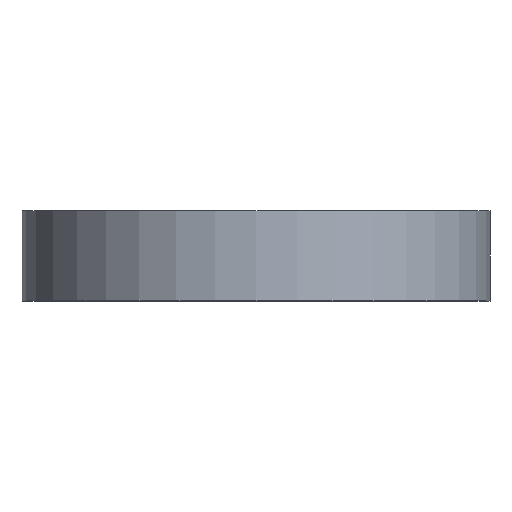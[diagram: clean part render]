
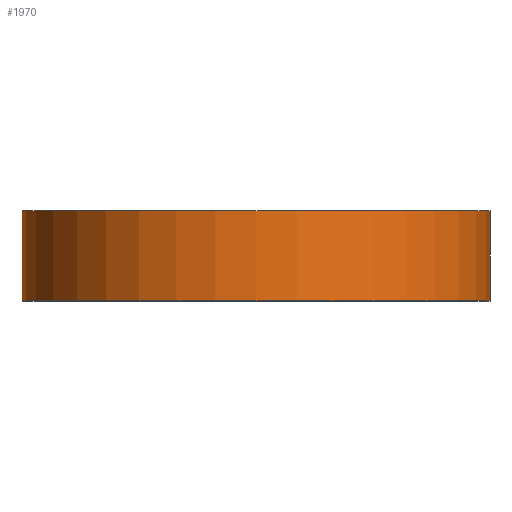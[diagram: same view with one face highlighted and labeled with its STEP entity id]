
A CAD part, top view. The second image highlights one B-rep face of the part: STEP entity #1970.
In plain terms, the highlighted cylindrical face has radius 20.637 mm (diameter 41.275 mm), a full revolution.
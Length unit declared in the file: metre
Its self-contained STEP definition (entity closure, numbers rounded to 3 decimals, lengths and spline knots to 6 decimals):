
#4 = CARTESIAN_POINT('NONE', (0.020638, -0.003975, -0));
#5 = VERTEX_POINT('NONE', #4);
#6 = CARTESIAN_POINT('NONE', (0.020638, 0.003975, -0));
#7 = VERTEX_POINT('NONE', #6);
#180 = DIRECTION('NONE', (1, 0, -0));
#181 = DIRECTION('NONE', (0, 1, 0));
#182 = CARTESIAN_POINT('NONE', (0, -0.003975, 0));
#183 = AXIS2_PLACEMENT_3D('NONE', #182, #181, #180);
#184 = CIRCLE('NONE', #183, 0.020638);
#189 = DIRECTION('NONE', (1, 0, -0));
#190 = DIRECTION('NONE', (0, 1, 0));
#191 = CARTESIAN_POINT('NONE', (0, 0.003975, 0));
#192 = AXIS2_PLACEMENT_3D('NONE', #191, #190, #189);
#193 = CIRCLE('NONE', #192, 0.020638);
#946 = EDGE_CURVE('NONE', #5, #5, #184, .T.);
#948 = EDGE_CURVE('NONE', #7, #7, #193, .T.);
#1108 = CARTESIAN_POINT('NONE', (0, 0, 0));
#1109 = DIRECTION('NONE', (0, 1, 0));
#1110 = DIRECTION('NONE', (1, 0, -0));
#1111 = AXIS2_PLACEMENT_3D('NONE', #1108, #1109, #1110);
#1112 = CYLINDRICAL_SURFACE('NONE', #1111, 0.020638);
#1964 = ORIENTED_EDGE('NONE', *, *, #946, .T.);
#1965 = ORIENTED_EDGE('NONE', *, *, #948, .F.);
#1966 = EDGE_LOOP('NONE', (#1964));
#1967 = FACE_BOUND('NONE', #1966, .T.);
#1968 = EDGE_LOOP('NONE', (#1965));
#1969 = FACE_BOUND('NONE', #1968, .T.);
#1970 = ADVANCED_FACE('NONE', (#1967, #1969), #1112, .T.);
